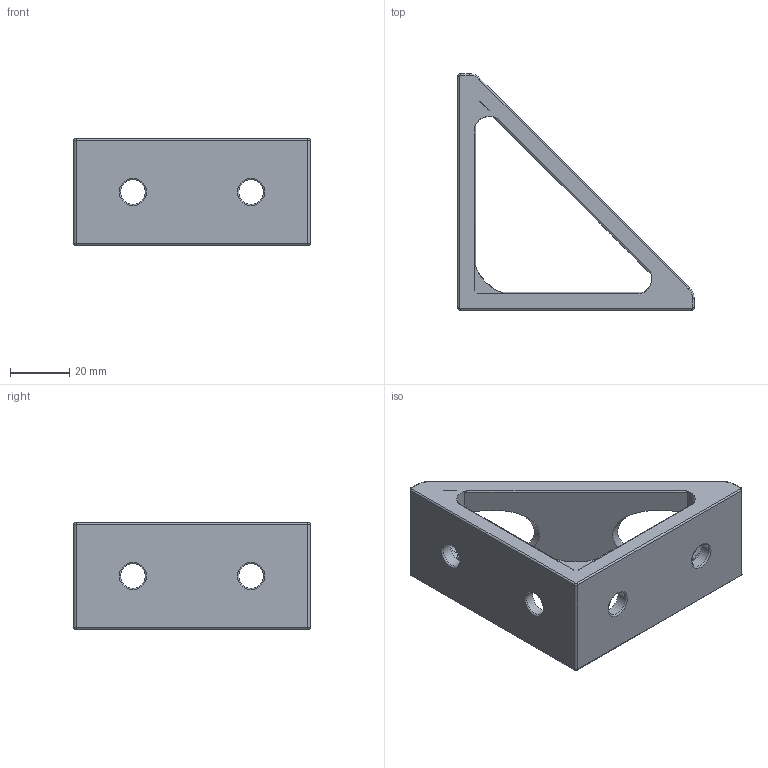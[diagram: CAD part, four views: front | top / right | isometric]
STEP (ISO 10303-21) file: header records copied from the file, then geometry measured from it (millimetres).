
FILE_DESCRIPTION(/* description */ (''),/* implementation_level */ '2;1');
FILE_NAME(/* name */ 'grainger-5jru1 v3.step',/* time_stamp */ '2023-03-01T11:13:05-05:00',/* author */ (''),/* organization */ (''),/* preprocessor_version */ 'ST-DEVELOPER v19.2',/* originating_system */ 'Autodesk Translation Framework v11.17.0.187',/* authorisation */ '');
FILE_SCHEMA (('AUTOMOTIVE_DESIGN { 1 0 10303 214 3 1 1 }'));
Length unit declared in the file: millimetre
Products named in the file (1): grainger-5jru1
Bounding box: 80 x 80 x 36 mm (x, y, z)
Volume: 47664.8 mm3; surface area: 19654.5 mm2
Topology: 1 solids, 1 shells, 82 faces, 220 edges, 140 vertices
Faces by surface type: cylinder 44, plane 18, torus 14, bspline 6
Full cylindrical faces by diameter (mm): 8.3 x4, 16 x4
Entity records: 2889 total; most frequent: CARTESIAN_POINT 741, DIRECTION 464, ORIENTED_EDGE 440, EDGE_CURVE 220, AXIS2_PLACEMENT_3D 194, VERTEX_POINT 140, EDGE_LOOP 96, CIRCLE 88
